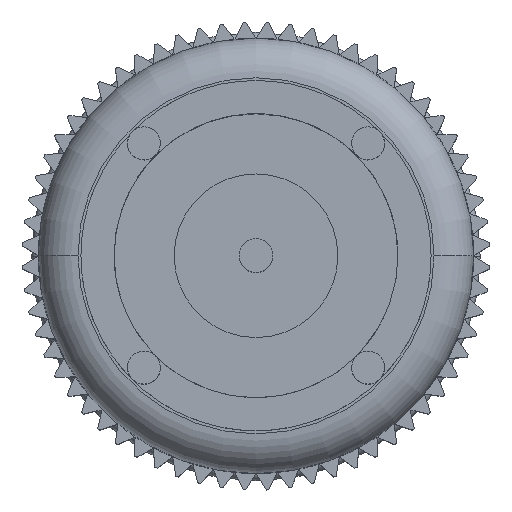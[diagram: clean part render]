
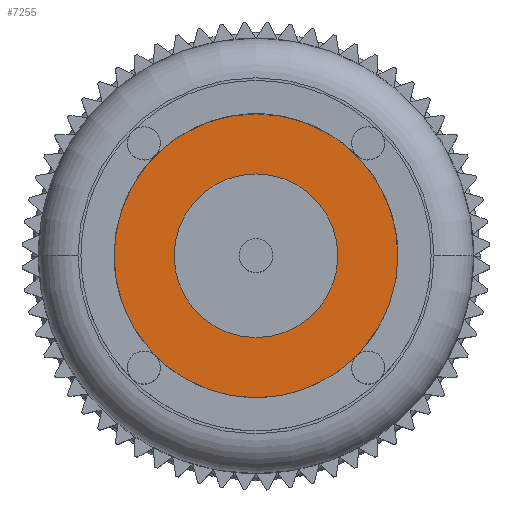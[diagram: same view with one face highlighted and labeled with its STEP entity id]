
A CAD part, top view. The second image highlights one B-rep face of the part: STEP entity #7255.
In plain terms, the highlighted planar face has unit normal (0, 0, 1).
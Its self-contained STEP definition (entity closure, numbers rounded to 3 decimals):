
#89 = FACE_OUTER_BOUND ( 'NONE', #15404, .T. ) ;
#1383 = VERTEX_POINT ( 'NONE', #5163 ) ;
#1774 = DIRECTION ( 'NONE',  ( 1., 0., 0. ) ) ;
#2154 = AXIS2_PLACEMENT_3D ( 'NONE', #8987, #13392, #1774 ) ;
#2159 = DIRECTION ( 'NONE',  ( 0., 0., -1. ) ) ;
#3084 = CIRCLE ( 'NONE', #10606, 2.482 ) ;
#3238 = ORIENTED_EDGE ( 'NONE', *, *, #8728, .F. ) ;
#3523 = CIRCLE ( 'NONE', #12900, 4.305 ) ;
#3586 = DIRECTION ( 'NONE',  ( -1., 0., 0. ) ) ;
#4111 = DIRECTION ( 'NONE',  ( -1., 0., 0. ) ) ;
#4993 = CARTESIAN_POINT ( 'NONE',  ( 0., 0., -2.5 ) ) ;
#5089 = ORIENTED_EDGE ( 'NONE', *, *, #13508, .F. ) ;
#5163 = CARTESIAN_POINT ( 'NONE',  ( -2.482, 0., -2.5 ) ) ;
#5788 = DIRECTION ( 'NONE',  ( 0., 0., -1. ) ) ;
#6395 = DIRECTION ( 'NONE',  ( 0., 0., -1. ) ) ;
#7202 = DIRECTION ( 'NONE',  ( -1., 0., 0. ) ) ;
#7255 = ADVANCED_FACE ( 'NONE', ( #16746, #89 ), #14943, .F. ) ;
#7459 = CIRCLE ( 'NONE', #2154, 2.482 ) ;
#8115 = CARTESIAN_POINT ( 'NONE',  ( 2.482, 0., -2.5 ) ) ;
#8266 = CIRCLE ( 'NONE', #8345, 4.305 ) ;
#8345 = AXIS2_PLACEMENT_3D ( 'NONE', #10679, #2159, #3586 ) ;
#8728 = EDGE_CURVE ( 'NONE', #16909, #10135, #3523, .T. ) ;
#8987 = CARTESIAN_POINT ( 'NONE',  ( 0., 0., -2.5 ) ) ;
#10090 = CARTESIAN_POINT ( 'NONE',  ( 0., 0., -2.5 ) ) ;
#10135 = VERTEX_POINT ( 'NONE', #10511 ) ;
#10192 = AXIS2_PLACEMENT_3D ( 'NONE', #4993, #6395, #4111 ) ;
#10511 = CARTESIAN_POINT ( 'NONE',  ( 4.305, 0., -2.5 ) ) ;
#10605 = EDGE_LOOP ( 'NONE', ( #5089, #15254 ) ) ;
#10606 = AXIS2_PLACEMENT_3D ( 'NONE', #14688, #11776, #16115 ) ;
#10679 = CARTESIAN_POINT ( 'NONE',  ( 0., 0., -2.5 ) ) ;
#11776 = DIRECTION ( 'NONE',  ( 0., 0., 1. ) ) ;
#12900 = AXIS2_PLACEMENT_3D ( 'NONE', #10090, #5788, #7202 ) ;
#13392 = DIRECTION ( 'NONE',  ( 0., 0., 1. ) ) ;
#13508 = EDGE_CURVE ( 'NONE', #18426, #1383, #3084, .T. ) ;
#13539 = CARTESIAN_POINT ( 'NONE',  ( -4.305, 0., -2.5 ) ) ;
#14688 = CARTESIAN_POINT ( 'NONE',  ( 0., 0., -2.5 ) ) ;
#14943 = PLANE ( 'NONE',  #10192 ) ;
#15254 = ORIENTED_EDGE ( 'NONE', *, *, #17661, .F. ) ;
#15404 = EDGE_LOOP ( 'NONE', ( #16924, #3238 ) ) ;
#16115 = DIRECTION ( 'NONE',  ( 1., 0., 0. ) ) ;
#16746 = FACE_BOUND ( 'NONE', #10605, .T. ) ;
#16909 = VERTEX_POINT ( 'NONE', #13539 ) ;
#16924 = ORIENTED_EDGE ( 'NONE', *, *, #17266, .F. ) ;
#17266 = EDGE_CURVE ( 'NONE', #10135, #16909, #8266, .T. ) ;
#17661 = EDGE_CURVE ( 'NONE', #1383, #18426, #7459, .T. ) ;
#18426 = VERTEX_POINT ( 'NONE', #8115 ) ;
